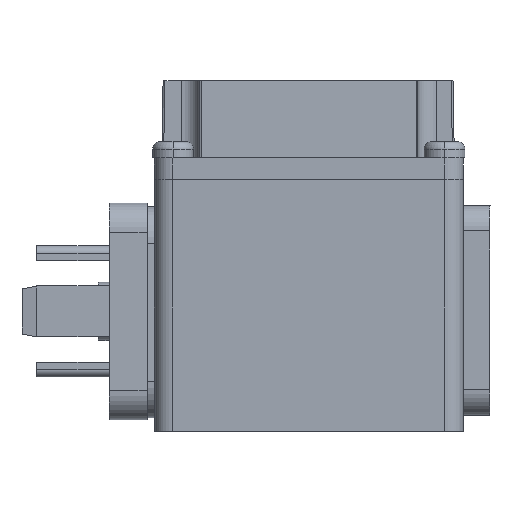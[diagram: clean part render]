
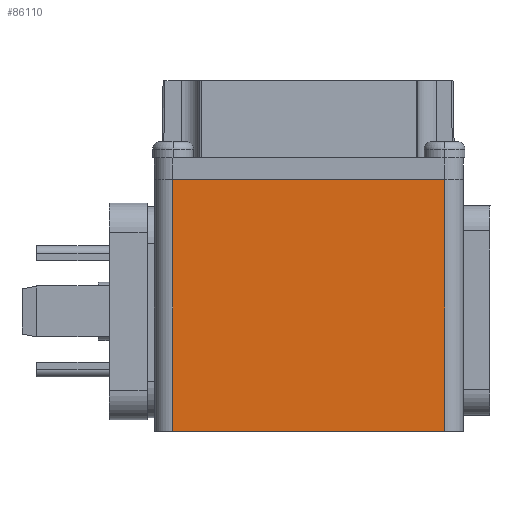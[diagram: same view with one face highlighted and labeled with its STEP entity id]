
A CAD part, front view. The second image highlights one B-rep face of the part: STEP entity #86110.
In plain terms, the highlighted planar face has unit normal (0, -1, -0.018).
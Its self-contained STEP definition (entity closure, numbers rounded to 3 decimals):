
#85720=CARTESIAN_POINT('',(65.4,47.6,34.6));
#85730=DIRECTION('',(-0.,-1.,-0.017));
#85740=DIRECTION('',(0.,-0.017,
1.));
#85750=AXIS2_PLACEMENT_3D('',#85720,#85730,#85740);
#85760=PLANE('',#85750);
#85770=CARTESIAN_POINT('',(0.,48.204,0.));
#85780=DIRECTION('',(1.,0.,0.));
#85790=VECTOR('',#85780,1.);
#85800=LINE('',#85770,#85790);
#85810=CARTESIAN_POINT('',(25.5,48.204,0.))
;
#85820=VERTEX_POINT('',#85810);
#85830=CARTESIAN_POINT('',(62.9,48.204,0.));
#85840=VERTEX_POINT('',#85830);
#85850=EDGE_CURVE('',#85820,#85840,#85800,.T.);
#85860=ORIENTED_EDGE('',*,*,#85850,.T.);
#85870=CARTESIAN_POINT('',(25.5,48.217,-0.745));
#85880=DIRECTION('',(0.,0.017,
-1.));
#85890=VECTOR('',#85880,1.);
#85900=LINE('',#85870,#85890);
#85910=CARTESIAN_POINT('',(25.5,47.6,34.6));
#85920=VERTEX_POINT('',#85910);
#85930=EDGE_CURVE('',#85920,#85820,#85900,.T.);
#85940=ORIENTED_EDGE('',*,*,#85930,.T.);
#85950=CARTESIAN_POINT('',(0.,47.6,34.6));
#85960=DIRECTION('',(1.,0.,0.));
#85970=VECTOR('',#85960,1.);
#85980=LINE('',#85950,#85970);
#85990=CARTESIAN_POINT('',(62.9,47.6,34.6));
#86000=VERTEX_POINT('',#85990);
#86010=EDGE_CURVE('',#85920,#86000,#85980,.T.);
#86020=ORIENTED_EDGE('',*,*,#86010,.F.);
#86030=CARTESIAN_POINT('',(62.9,48.206,-0.092));
#86040=DIRECTION('',(0.,-0.017,1.));
#86050=VECTOR('',#86040,1.);
#86060=LINE('',#86030,#86050);
#86070=EDGE_CURVE('',#85840,#86000,#86060,.T.);
#86080=ORIENTED_EDGE('',*,*,#86070,.T.);
#86090=EDGE_LOOP('',(#86080,#86020,#85940,#85860));
#86100=FACE_OUTER_BOUND('',#86090,.T.);
#86110=ADVANCED_FACE('',(#86100),#85760,.T.);
